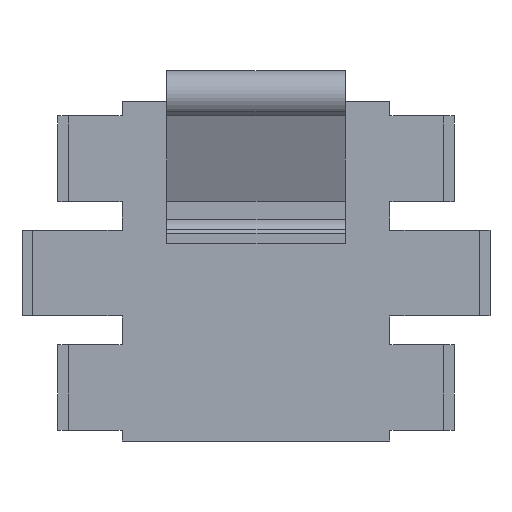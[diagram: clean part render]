
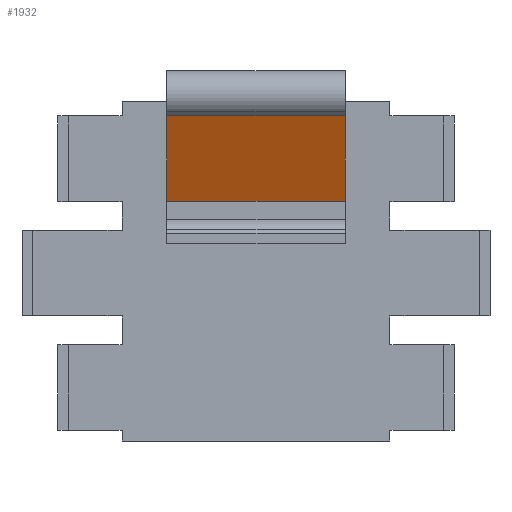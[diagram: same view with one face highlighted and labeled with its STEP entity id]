
A CAD part, front view. The second image highlights one B-rep face of the part: STEP entity #1932.
In plain terms, the highlighted planar face has unit normal (0, -0.919, -0.394).
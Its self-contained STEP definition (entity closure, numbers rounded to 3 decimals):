
#112=FACE_OUTER_BOUND('',#213,.T.);
#213=EDGE_LOOP('',(#1672,#1673,#1674,#1675));
#447=LINE('',#2999,#710);
#460=LINE('',#3033,#723);
#476=LINE('',#3067,#739);
#477=LINE('',#3069,#740);
#710=VECTOR('',#2440,5.);
#723=VECTOR('',#2465,5.);
#739=VECTOR('',#2497,5.);
#740=VECTOR('',#2500,5.);
#908=VERTEX_POINT('',#2996);
#909=VERTEX_POINT('',#2998);
#923=VERTEX_POINT('',#3030);
#924=VERTEX_POINT('',#3032);
#1156=EDGE_CURVE('',#909,#908,#447,.T.);
#1173=EDGE_CURVE('',#923,#924,#460,.T.);
#1192=EDGE_CURVE('',#908,#924,#476,.T.);
#1193=EDGE_CURVE('',#909,#923,#477,.T.);
#1672=ORIENTED_EDGE('',*,*,#1156,.T.);
#1673=ORIENTED_EDGE('',*,*,#1192,.T.);
#1674=ORIENTED_EDGE('',*,*,#1173,.F.);
#1675=ORIENTED_EDGE('',*,*,#1193,.F.);
#1838=PLANE('',#2056);
#1932=ADVANCED_FACE('',(#112),#1838,.T.);
#2056=AXIS2_PLACEMENT_3D('',#3068,#2498,#2499);
#2440=DIRECTION('',(0.,0.394,-0.919));
#2465=DIRECTION('',(0.,0.394,-0.919));
#2497=DIRECTION('',(1.,0.,0.));
#2498=DIRECTION('center_axis',(0.,-0.919,
-0.394));
#2499=DIRECTION('ref_axis',(0.,0.394,-0.919));
#2500=DIRECTION('',(1.,0.,0.));
#2996=CARTESIAN_POINT('',(5.918,7.468,25.058));
#2998=CARTESIAN_POINT('',(5.918,5.408,29.858));
#2999=CARTESIAN_POINT('',(5.918,5.408,29.858));
#3030=CARTESIAN_POINT('',(15.918,5.408,29.858));
#3032=CARTESIAN_POINT('',(15.918,7.468,25.058));
#3033=CARTESIAN_POINT('',(15.918,5.408,29.858));
#3067=CARTESIAN_POINT('',(5.918,7.468,25.058));
#3068=CARTESIAN_POINT('Origin',(5.918,5.408,29.858));
#3069=CARTESIAN_POINT('',(5.918,5.408,29.858));
